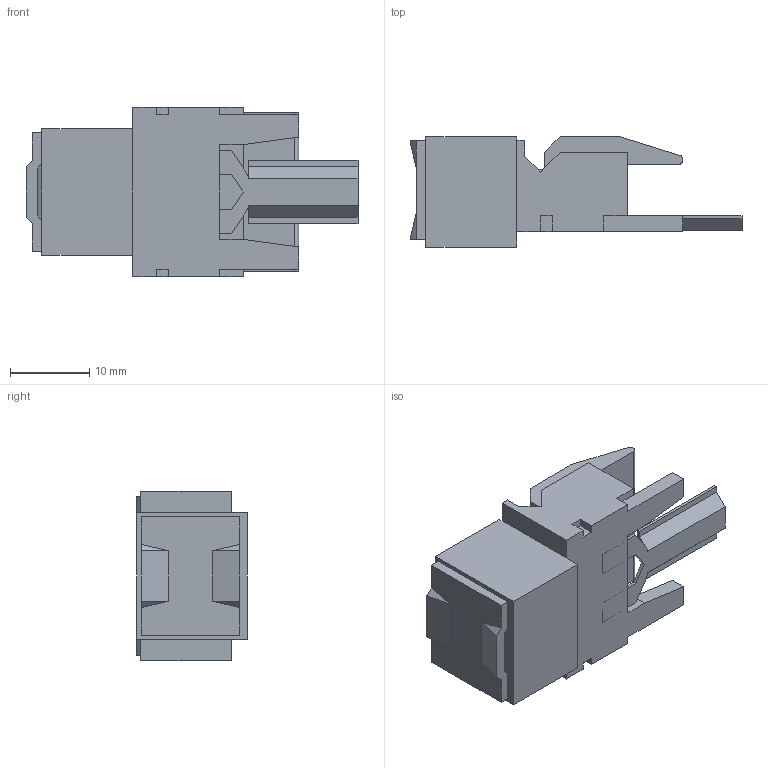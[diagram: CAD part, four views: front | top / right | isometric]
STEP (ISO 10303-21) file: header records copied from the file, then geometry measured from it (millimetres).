
FILE_DESCRIPTION (( 'STEP AP214' ), '1' );
FILE_NAME ('6117341.stp', '2016-10-21T13:40:54', ( '' ), ( '' ), 'SwSTEP 2.0', 'SolidWorks 2016', '' );
FILE_SCHEMA (( 'AUTOMOTIVE_DESIGN' ));
Length unit declared in the file: millimetre
Products named in the file (5): P_6117341_3_Standard; P_6117341_6_Standard; 6117341; P_6117341_5_Standard; P_6117341_4_Standard
Assembly tree (5 placements, depth 2):
  6117341
    P_6117341_4_Standard
    P_6117341_5_Standard
    P_6117341_3_Standard  x2
    P_6117341_6_Standard
Bounding box: 42 x 14 x 21.5 mm (x, y, z)
Volume: 7321.1 mm3; surface area: 4484.1 mm2
Topology: 5 solids, 5 shells, 121 faces, 325 edges, 214 vertices
Faces by surface type: plane 113, cylinder 8
Entity records: 3427 total; most frequent: CARTESIAN_POINT 582, ORIENTED_EDGE 566, DIRECTION 517, EDGE_CURVE 283, VECTOR 275, LINE 275, VERTEX_POINT 186, AXIS2_PLACEMENT_3D 121
